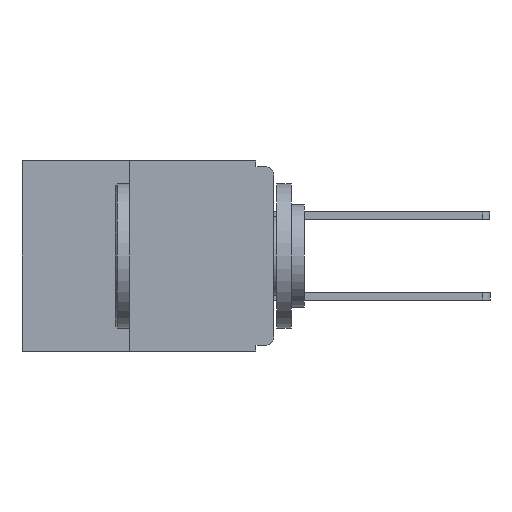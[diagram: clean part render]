
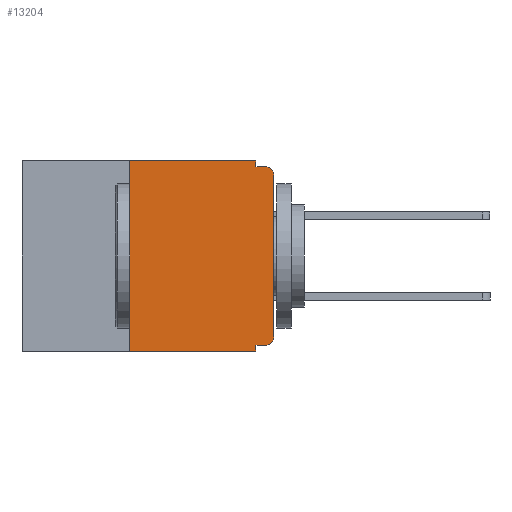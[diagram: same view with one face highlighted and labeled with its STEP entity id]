
A CAD part, left-side view. The second image highlights one B-rep face of the part: STEP entity #13204.
In plain terms, the highlighted planar face has unit normal (-1, 0, 0).
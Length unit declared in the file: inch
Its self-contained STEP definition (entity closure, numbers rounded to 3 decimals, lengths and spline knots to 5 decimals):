
#562 = EDGE_CURVE ( 'NONE', #29479, #8391, #19494, .T. ) ;
#891 = EDGE_CURVE ( 'NONE', #20091, #12984, #11137, .T. ) ;
#1786 = DIRECTION ( 'NONE',  ( -1., 0., 0. ) ) ;
#2776 = VERTEX_POINT ( 'NONE', #25321 ) ;
#3037 = LINE ( 'NONE', #19108, #16768 ) ;
#4021 = VECTOR ( 'NONE', #19296, 39.37008 ) ;
#4253 = ORIENTED_EDGE ( 'NONE', *, *, #7177, .F. ) ;
#4575 = DIRECTION ( 'NONE',  ( 0., 0., -1. ) ) ;
#4811 = CARTESIAN_POINT ( 'NONE',  ( 0., 0.437, 0. ) ) ;
#5764 = DIRECTION ( 'NONE',  ( 0., -1., 0. ) ) ;
#6402 = VECTOR ( 'NONE', #5764, 39.37008 ) ;
#7177 = EDGE_CURVE ( 'NONE', #29479, #27738, #11299, .T. ) ;
#7257 = VERTEX_POINT ( 'NONE', #9444 ) ;
#8118 = EDGE_CURVE ( 'NONE', #11402, #2776, #30488, .T. ) ;
#8391 = VERTEX_POINT ( 'NONE', #18886 ) ;
#8628 = CARTESIAN_POINT ( 'NONE',  ( 0., 0.015, -0.305 ) ) ;
#8871 = CARTESIAN_POINT ( 'NONE',  ( 0., 0.031, -0.33 ) ) ;
#8876 = EDGE_CURVE ( 'NONE', #27738, #11749, #19925, .T. ) ;
#9123 = ORIENTED_EDGE ( 'NONE', *, *, #30447, .F. ) ;
#9444 = CARTESIAN_POINT ( 'NONE',  ( 0., 0.015, -0.01 ) ) ;
#9711 = DIRECTION ( 'NONE',  ( 0., 0., -1. ) ) ;
#9913 = AXIS2_PLACEMENT_3D ( 'NONE', #8628, #25549, #11058 ) ;
#10364 = CARTESIAN_POINT ( 'NONE',  ( 0., 0.25, -0.33 ) ) ;
#10480 = VECTOR ( 'NONE', #18614, 39.37008 ) ;
#11058 = DIRECTION ( 'NONE',  ( 0., 0., -1. ) ) ;
#11137 = LINE ( 'NONE', #27558, #16842 ) ;
#11244 = LINE ( 'NONE', #8871, #10480 ) ;
#11299 = LINE ( 'NONE', #13610, #17016 ) ;
#11402 = VERTEX_POINT ( 'NONE', #26193 ) ;
#11749 = VERTEX_POINT ( 'NONE', #24924 ) ;
#11800 = EDGE_LOOP ( 'NONE', ( #19564, #26973, #12021, #22016, #20338, #4253, #18321, #9123, #25426, #28004 ) ) ;
#12021 = ORIENTED_EDGE ( 'NONE', *, *, #22679, .F. ) ;
#12073 = EDGE_CURVE ( 'NONE', #11749, #14387, #3037, .T. ) ;
#12848 = DIRECTION ( 'NONE',  ( 0., 0., 1. ) ) ;
#12984 = VERTEX_POINT ( 'NONE', #28092 ) ;
#13204 = ADVANCED_FACE ( 'NONE', ( #16735 ), #19335, .F. ) ;
#13497 = VECTOR ( 'NONE', #28746, 39.37008 ) ;
#13596 = EDGE_CURVE ( 'NONE', #11402, #20091, #18221, .T. ) ;
#13610 = CARTESIAN_POINT ( 'NONE',  ( 0., 0.25, -0.33 ) ) ;
#13786 = AXIS2_PLACEMENT_3D ( 'NONE', #4811, #24181, #9711 ) ;
#14387 = VERTEX_POINT ( 'NONE', #23589 ) ;
#14463 = CARTESIAN_POINT ( 'NONE',  ( 0., 0., -0.305 ) ) ;
#15604 = CARTESIAN_POINT ( 'NONE',  ( 0., 0., -0.01 ) ) ;
#16406 = CARTESIAN_POINT ( 'NONE',  ( 0., 0.015, -0.025 ) ) ;
#16735 = FACE_OUTER_BOUND ( 'NONE', #11800, .T. ) ;
#16768 = VECTOR ( 'NONE', #4575, 39.37008 ) ;
#16842 = VECTOR ( 'NONE', #27624, 39.37008 ) ;
#17016 = VECTOR ( 'NONE', #12848, 39.37008 ) ;
#18221 = CIRCLE ( 'NONE', #9913, 0.015 ) ;
#18321 = ORIENTED_EDGE ( 'NONE', *, *, #562, .T. ) ;
#18614 = DIRECTION ( 'NONE',  ( 0., 0., -1. ) ) ;
#18825 = DIRECTION ( 'NONE',  ( 0., 0., -1. ) ) ;
#18886 = CARTESIAN_POINT ( 'NONE',  ( 0., 0.031, -0.33 ) ) ;
#19108 = CARTESIAN_POINT ( 'NONE',  ( 0., 0.031, 0. ) ) ;
#19296 = DIRECTION ( 'NONE',  ( 0., 1., 0. ) ) ;
#19335 = PLANE ( 'NONE',  #13786 ) ;
#19494 = LINE ( 'NONE', #23172, #6402 ) ;
#19564 = ORIENTED_EDGE ( 'NONE', *, *, #891, .T. ) ;
#19925 = LINE ( 'NONE', #29208, #13497 ) ;
#20065 = CARTESIAN_POINT ( 'NONE',  ( 0., 0., -0.32 ) ) ;
#20091 = VERTEX_POINT ( 'NONE', #14463 ) ;
#20133 = AXIS2_PLACEMENT_3D ( 'NONE', #16406, #1786, #18825 ) ;
#20338 = ORIENTED_EDGE ( 'NONE', *, *, #8876, .F. ) ;
#22016 = ORIENTED_EDGE ( 'NONE', *, *, #12073, .F. ) ;
#22679 = EDGE_CURVE ( 'NONE', #14387, #7257, #23773, .T. ) ;
#23007 = VECTOR ( 'NONE', #30002, 39.37008 ) ;
#23172 = CARTESIAN_POINT ( 'NONE',  ( 0., 0.437, -0.33 ) ) ;
#23579 = CIRCLE ( 'NONE', #20133, 0.015 ) ;
#23589 = CARTESIAN_POINT ( 'NONE',  ( 0., 0.031, -0.01 ) ) ;
#23773 = LINE ( 'NONE', #15604, #23007 ) ;
#24181 = DIRECTION ( 'NONE',  ( 1., 0., 0. ) ) ;
#24924 = CARTESIAN_POINT ( 'NONE',  ( 0., 0.031, 0. ) ) ;
#25321 = CARTESIAN_POINT ( 'NONE',  ( 0., 0.031, -0.32 ) ) ;
#25426 = ORIENTED_EDGE ( 'NONE', *, *, #8118, .F. ) ;
#25549 = DIRECTION ( 'NONE',  ( -1., 0., 0. ) ) ;
#26193 = CARTESIAN_POINT ( 'NONE',  ( 0., 0.015, -0.32 ) ) ;
#26537 = EDGE_CURVE ( 'NONE', #12984, #7257, #23579, .T. ) ;
#26973 = ORIENTED_EDGE ( 'NONE', *, *, #26537, .T. ) ;
#27558 = CARTESIAN_POINT ( 'NONE',  ( 0., 0., 0. ) ) ;
#27624 = DIRECTION ( 'NONE',  ( 0., 0., 1. ) ) ;
#27738 = VERTEX_POINT ( 'NONE', #29881 ) ;
#28004 = ORIENTED_EDGE ( 'NONE', *, *, #13596, .T. ) ;
#28092 = CARTESIAN_POINT ( 'NONE',  ( 0., 0., -0.025 ) ) ;
#28746 = DIRECTION ( 'NONE',  ( 0., -1., 0. ) ) ;
#29208 = CARTESIAN_POINT ( 'NONE',  ( 0., 0.437, 0. ) ) ;
#29479 = VERTEX_POINT ( 'NONE', #10364 ) ;
#29881 = CARTESIAN_POINT ( 'NONE',  ( 0., 0.25, 0. ) ) ;
#30002 = DIRECTION ( 'NONE',  ( 0., -1., 0. ) ) ;
#30447 = EDGE_CURVE ( 'NONE', #2776, #8391, #11244, .T. ) ;
#30488 = LINE ( 'NONE', #20065, #4021 ) ;
